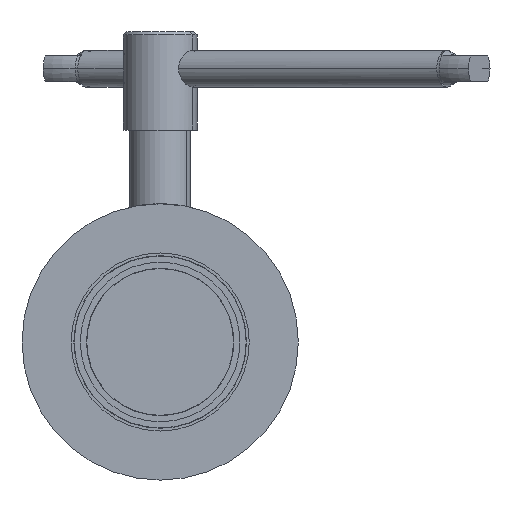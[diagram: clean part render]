
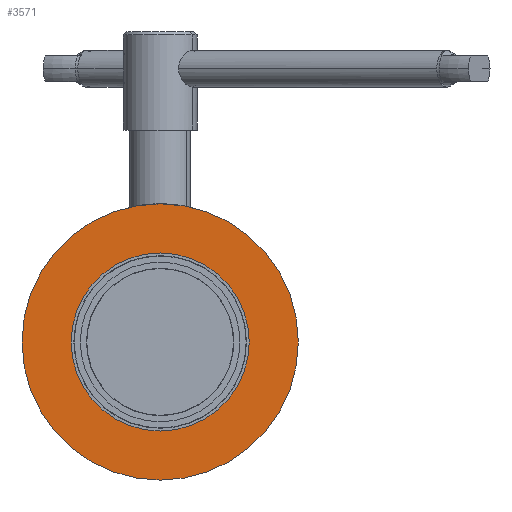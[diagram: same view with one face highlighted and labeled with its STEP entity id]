
A CAD part, front view. The second image highlights one B-rep face of the part: STEP entity #3571.
In plain terms, the highlighted planar face has unit normal (0, -1, 0).
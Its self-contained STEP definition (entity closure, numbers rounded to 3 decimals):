
#28 = AXIS2_PLACEMENT_3D ( 'NONE', #342, #1000, #3237 ) ;
#100 = DIRECTION ( 'NONE',  ( 0., 1., 0. ) ) ;
#119 = EDGE_CURVE ( 'NONE', #1822, #1441, #2512, .T. ) ;
#132 = AXIS2_PLACEMENT_3D ( 'NONE', #2601, #2619, #2633 ) ;
#342 = CARTESIAN_POINT ( 'NONE',  ( 0., -75., 0. ) ) ;
#422 = CARTESIAN_POINT ( 'NONE',  ( 0., -75., 22.5 ) ) ;
#756 = AXIS2_PLACEMENT_3D ( 'NONE', #2023, #100, #2352 ) ;
#841 = CIRCLE ( 'NONE', #1659, 22.5 ) ;
#902 = EDGE_CURVE ( 'NONE', #3552, #1456, #841, .T. ) ;
#917 = DIRECTION ( 'NONE',  ( 0., 1., 0. ) ) ;
#991 = AXIS2_PLACEMENT_3D ( 'NONE', #1731, #1056, #3996 ) ;
#1000 = DIRECTION ( 'NONE',  ( 0., -1., 0. ) ) ;
#1056 = DIRECTION ( 'NONE',  ( 0., 1., 0. ) ) ;
#1084 = PLANE ( 'NONE',  #991 ) ;
#1087 = CARTESIAN_POINT ( 'NONE',  ( 0., -75., -22.5 ) ) ;
#1103 = CARTESIAN_POINT ( 'NONE',  ( 0., -75., -14.5 ) ) ;
#1357 = CARTESIAN_POINT ( 'NONE',  ( 0., -75., 14.5 ) ) ;
#1441 = VERTEX_POINT ( 'NONE', #1103 ) ;
#1456 = VERTEX_POINT ( 'NONE', #1087 ) ;
#1659 = AXIS2_PLACEMENT_3D ( 'NONE', #1872, #917, #3171 ) ;
#1701 = EDGE_LOOP ( 'NONE', ( #1930, #2276 ) ) ;
#1731 = CARTESIAN_POINT ( 'NONE',  ( 0., -75., 0. ) ) ;
#1785 = ORIENTED_EDGE ( 'NONE', *, *, #2853, .F. ) ;
#1794 = EDGE_CURVE ( 'NONE', #1456, #3552, #3754, .T. ) ;
#1822 = VERTEX_POINT ( 'NONE', #1357 ) ;
#1872 = CARTESIAN_POINT ( 'NONE',  ( 0., -75., 0. ) ) ;
#1887 = CIRCLE ( 'NONE', #132, 14.5 ) ;
#1930 = ORIENTED_EDGE ( 'NONE', *, *, #1794, .F. ) ;
#2023 = CARTESIAN_POINT ( 'NONE',  ( 0., -75., 0. ) ) ;
#2030 = FACE_BOUND ( 'NONE', #4092, .T. ) ;
#2276 = ORIENTED_EDGE ( 'NONE', *, *, #902, .F. ) ;
#2352 = DIRECTION ( 'NONE',  ( 0., 0., 1. ) ) ;
#2512 = CIRCLE ( 'NONE', #28, 14.5 ) ;
#2601 = CARTESIAN_POINT ( 'NONE',  ( 0., -75., 0. ) ) ;
#2619 = DIRECTION ( 'NONE',  ( 0., -1., 0. ) ) ;
#2633 = DIRECTION ( 'NONE',  ( 0., 0., -1. ) ) ;
#2686 = FACE_OUTER_BOUND ( 'NONE', #1701, .T. ) ;
#2853 = EDGE_CURVE ( 'NONE', #1441, #1822, #1887, .T. ) ;
#2927 = ORIENTED_EDGE ( 'NONE', *, *, #119, .F. ) ;
#3171 = DIRECTION ( 'NONE',  ( 0., 0., 1. ) ) ;
#3237 = DIRECTION ( 'NONE',  ( 0., 0., -1. ) ) ;
#3552 = VERTEX_POINT ( 'NONE', #422 ) ;
#3571 = ADVANCED_FACE ( 'NONE', ( #2030, #2686 ), #1084, .F. ) ;
#3754 = CIRCLE ( 'NONE', #756, 22.5 ) ;
#3996 = DIRECTION ( 'NONE',  ( 0., 0., 1. ) ) ;
#4092 = EDGE_LOOP ( 'NONE', ( #1785, #2927 ) ) ;
